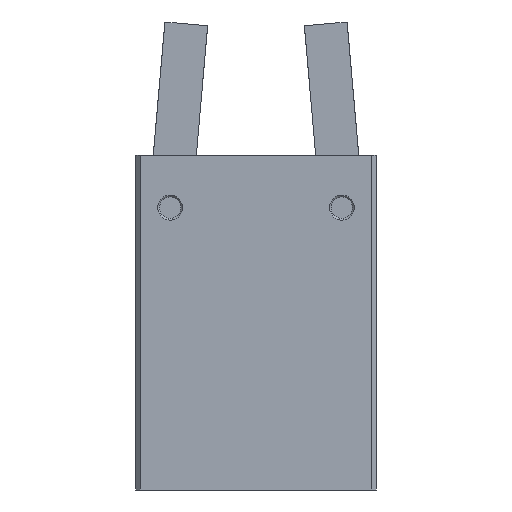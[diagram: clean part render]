
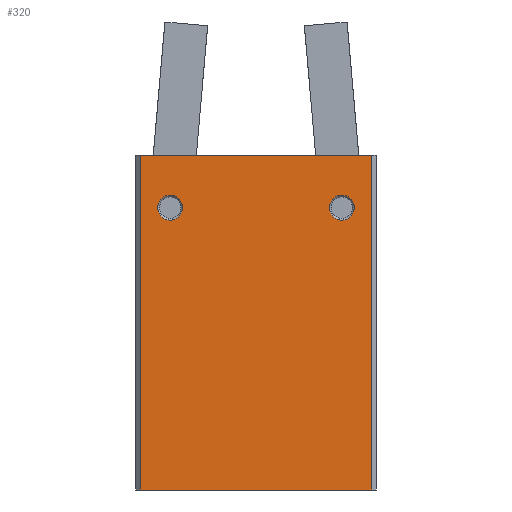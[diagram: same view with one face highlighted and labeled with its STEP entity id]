
A CAD part, left-side view. The second image highlights one B-rep face of the part: STEP entity #320.
In plain terms, the highlighted face is planar.
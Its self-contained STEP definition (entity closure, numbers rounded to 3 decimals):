
#320 = ADVANCED_FACE( '', ( #680, #681, #682 ), #683, .F. );
#680 = FACE_BOUND( '', #1058, .T. );
#681 = FACE_BOUND( '', #1059, .T. );
#682 = FACE_OUTER_BOUND( '', #1060, .T. );
#683 = PLANE( '', #1061 );
#1058 = EDGE_LOOP( '', ( #1728 ) );
#1059 = EDGE_LOOP( '', ( #1729 ) );
#1060 = EDGE_LOOP( '', ( #1730, #1731, #1732, #1733 ) );
#1061 = AXIS2_PLACEMENT_3D( '', #1734, #1735, #1736 );
#1728 = ORIENTED_EDGE( '', *, *, #2209, .F. );
#1729 = ORIENTED_EDGE( '', *, *, #2122, .F. );
#1730 = ORIENTED_EDGE( '', *, *, #2173, .T. );
#1731 = ORIENTED_EDGE( '', *, *, #2138, .F. );
#1732 = ORIENTED_EDGE( '', *, *, #2210, .F. );
#1733 = ORIENTED_EDGE( '', *, *, #1967, .T. );
#1734 = CARTESIAN_POINT( '', ( 39., 13.5, 8. ) );
#1735 = DIRECTION( '', ( 0., 0., -1. ) );
#1736 = DIRECTION( '', ( -1., 0., 0. ) );
#1967 = EDGE_CURVE( '', #2282, #2280, #2283, .T. );
#2122 = EDGE_CURVE( '', #2528, #2528, #2529, .T. );
#2138 = EDGE_CURVE( '', #2553, #2548, #2555, .T. );
#2173 = EDGE_CURVE( '', #2280, #2548, #2601, .T. );
#2209 = EDGE_CURVE( '', #2648, #2648, #2649, .T. );
#2210 = EDGE_CURVE( '', #2282, #2553, #2650, .T. );
#2280 = VERTEX_POINT( '', #2757 );
#2282 = VERTEX_POINT( '', #2760 );
#2283 = LINE( '', #2761, #2762 );
#2528 = VERTEX_POINT( '', #3073 );
#2529 = CIRCLE( '', #3074, 1.45 );
#2548 = VERTEX_POINT( '', #3099 );
#2553 = VERTEX_POINT( '', #3106 );
#2555 = LINE( '', #3109, #3110 );
#2601 = LINE( '', #3192, #3193 );
#2648 = VERTEX_POINT( '', #3256 );
#2649 = CIRCLE( '', #3257, 1.45 );
#2650 = LINE( '', #3258, #3259 );
#2757 = CARTESIAN_POINT( '', ( 0., 13.5, 8. ) );
#2760 = CARTESIAN_POINT( '', ( 39., 13.5, 8. ) );
#2761 = CARTESIAN_POINT( '', ( 39., 13.5, 8. ) );
#2762 = VECTOR( '', #3338, 1000. );
#3073 = CARTESIAN_POINT( '', ( 7.55, 10., 8. ) );
#3074 = AXIS2_PLACEMENT_3D( '', #3534, #3535, #3536 );
#3099 = CARTESIAN_POINT( '', ( 0., -13.5, 8. ) );
#3106 = CARTESIAN_POINT( '', ( 39., -13.5, 8. ) );
#3109 = CARTESIAN_POINT( '', ( 39., -13.5, 8. ) );
#3110 = VECTOR( '', #3552, 1000. );
#3192 = CARTESIAN_POINT( '', ( 0., 13.5, 8. ) );
#3193 = VECTOR( '', #3593, 1000. );
#3256 = CARTESIAN_POINT( '', ( 7.55, -10., 8. ) );
#3257 = AXIS2_PLACEMENT_3D( '', #3619, #3620, #3621 );
#3258 = CARTESIAN_POINT( '', ( 39., 13.5, 8. ) );
#3259 = VECTOR( '', #3622, 1000. );
#3338 = DIRECTION( '', ( -1., 0., 0. ) );
#3534 = CARTESIAN_POINT( '', ( 6.1, 10., 8. ) );
#3535 = DIRECTION( '', ( 0., 0., 1. ) );
#3536 = DIRECTION( '', ( 1., 0., 0. ) );
#3552 = DIRECTION( '', ( -1., 0., 0. ) );
#3593 = DIRECTION( '', ( 0., -1., 0. ) );
#3619 = CARTESIAN_POINT( '', ( 6.1, -10., 8. ) );
#3620 = DIRECTION( '', ( 0., 0., 1. ) );
#3621 = DIRECTION( '', ( 1., 0., 0. ) );
#3622 = DIRECTION( '', ( 0., -1., 0. ) );
